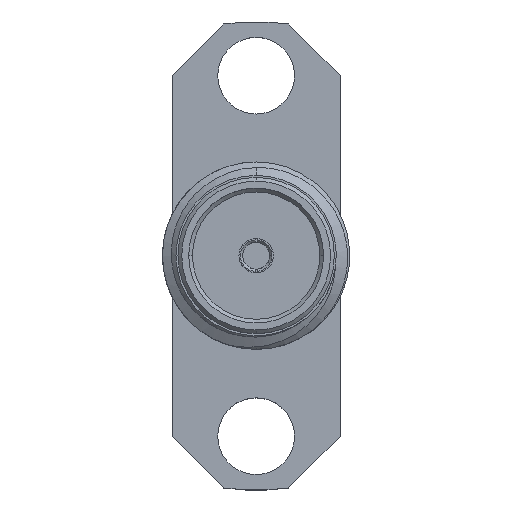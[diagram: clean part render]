
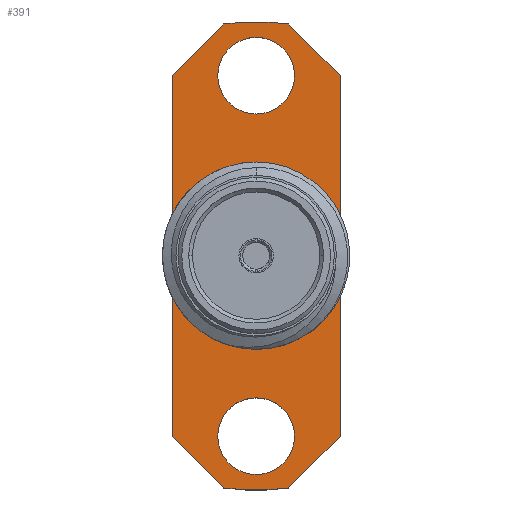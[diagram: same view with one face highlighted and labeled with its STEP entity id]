
A CAD part, top view. The second image highlights one B-rep face of the part: STEP entity #391.
In plain terms, the highlighted planar face has unit normal (0, 0, 1).
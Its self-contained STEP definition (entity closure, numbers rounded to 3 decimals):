
#26 = ORIENTED_EDGE ( 'NONE', *, *, #302, .T. ) ;
#56 = VECTOR ( 'NONE', #110, 1000. ) ;
#94 = CIRCLE ( 'NONE', #4440, 7.94 ) ;
#108 = CARTESIAN_POINT ( 'NONE',  ( 0., -6.11, 0. ) ) ;
#110 = DIRECTION ( 'NONE',  ( 0., 1., 0. ) ) ;
#222 = CARTESIAN_POINT ( 'NONE',  ( 0., 0., 0. ) ) ;
#236 = VERTEX_POINT ( 'NONE', #1821 ) ;
#285 = VECTOR ( 'NONE', #3294, 1000. ) ;
#302 = EDGE_CURVE ( 'NONE', #314, #4016, #4340, .T. ) ;
#314 = VERTEX_POINT ( 'NONE', #3684 ) ;
#321 = DIRECTION ( 'NONE',  ( 1., 0., 0. ) ) ;
#391 = ADVANCED_FACE ( 'NONE', ( #2574, #4047, #3146, #464 ), #3701, .T. ) ;
#421 = ORIENTED_EDGE ( 'NONE', *, *, #760, .F. ) ;
#429 = EDGE_CURVE ( 'NONE', #4081, #585, #4167, .T. ) ;
#457 = LINE ( 'NONE', #3248, #1608 ) ;
#460 = DIRECTION ( 'NONE',  ( 1., 0., 0. ) ) ;
#464 = FACE_BOUND ( 'NONE', #4763, .T. ) ;
#585 = VERTEX_POINT ( 'NONE', #4222 ) ;
#624 = CARTESIAN_POINT ( 'NONE',  ( -1.3, -6.11, 0. ) ) ;
#696 = EDGE_CURVE ( 'NONE', #4016, #2600, #1725, .T. ) ;
#709 = EDGE_LOOP ( 'NONE', ( #26, #4229, #4061, #3169, #4065, #4591, #1596, #917 ) ) ;
#727 = DIRECTION ( 'NONE',  ( -0.707, 0.707, 0. ) ) ;
#739 = AXIS2_PLACEMENT_3D ( 'NONE', #222, #925, #3522 ) ;
#760 = EDGE_CURVE ( 'NONE', #1412, #3353, #4744, .T. ) ;
#824 = DIRECTION ( 'NONE',  ( 0., 0., 1. ) ) ;
#839 = ORIENTED_EDGE ( 'NONE', *, *, #3106, .F. ) ;
#851 = DIRECTION ( 'NONE',  ( 1., 0., 0. ) ) ;
#880 = VERTEX_POINT ( 'NONE', #1734 ) ;
#917 = ORIENTED_EDGE ( 'NONE', *, *, #2295, .T. ) ;
#925 = DIRECTION ( 'NONE',  ( 0., 0., 1. ) ) ;
#954 = CARTESIAN_POINT ( 'NONE',  ( 0., -6.11, 0. ) ) ;
#960 = DIRECTION ( 'NONE',  ( -0.707, -0.707, 0. ) ) ;
#1005 = DIRECTION ( 'NONE',  ( 0., 0., 1. ) ) ;
#1040 = CARTESIAN_POINT ( 'NONE',  ( 0., 6.11, 0. ) ) ;
#1412 = VERTEX_POINT ( 'NONE', #624 ) ;
#1415 = VERTEX_POINT ( 'NONE', #2073 ) ;
#1449 = CARTESIAN_POINT ( 'NONE',  ( 1.3, 6.11, 0. ) ) ;
#1507 = DIRECTION ( 'NONE',  ( 0., 0., 1. ) ) ;
#1595 = CIRCLE ( 'NONE', #2114, 7.94 ) ;
#1596 = ORIENTED_EDGE ( 'NONE', *, *, #2971, .F. ) ;
#1608 = VECTOR ( 'NONE', #727, 1000. ) ;
#1621 = EDGE_CURVE ( 'NONE', #2948, #880, #2847, .T. ) ;
#1635 = CARTESIAN_POINT ( 'NONE',  ( 1.3, -6.11, 0. ) ) ;
#1651 = LINE ( 'NONE', #2482, #1881 ) ;
#1698 = AXIS2_PLACEMENT_3D ( 'NONE', #4802, #1507, #4097 ) ;
#1709 = AXIS2_PLACEMENT_3D ( 'NONE', #954, #2422, #2407 ) ;
#1725 = LINE ( 'NONE', #4546, #56 ) ;
#1734 = CARTESIAN_POINT ( 'NONE',  ( 0., -2.65, 0. ) ) ;
#1802 = VERTEX_POINT ( 'NONE', #1870 ) ;
#1821 = CARTESIAN_POINT ( 'NONE',  ( 1.096, 7.864, 0. ) ) ;
#1839 = CARTESIAN_POINT ( 'NONE',  ( 0., 0., 0. ) ) ;
#1849 = ORIENTED_EDGE ( 'NONE', *, *, #4318, .F. ) ;
#1870 = CARTESIAN_POINT ( 'NONE',  ( -1.3, 6.11, 0. ) ) ;
#1881 = VECTOR ( 'NONE', #2845, 1000. ) ;
#1900 = CARTESIAN_POINT ( 'NONE',  ( -2.85, -7.411, 0. ) ) ;
#2068 = CARTESIAN_POINT ( 'NONE',  ( -2.85, 6.11, 0. ) ) ;
#2073 = CARTESIAN_POINT ( 'NONE',  ( -1.096, -7.864, 0. ) ) ;
#2114 = AXIS2_PLACEMENT_3D ( 'NONE', #2146, #4421, #321 ) ;
#2146 = CARTESIAN_POINT ( 'NONE',  ( 0., 0., 0. ) ) ;
#2202 = EDGE_CURVE ( 'NONE', #236, #3170, #94, .T. ) ;
#2209 = VERTEX_POINT ( 'NONE', #1449 ) ;
#2281 = EDGE_CURVE ( 'NONE', #236, #2600, #1651, .T. ) ;
#2295 = EDGE_CURVE ( 'NONE', #1415, #314, #1595, .T. ) ;
#2304 = AXIS2_PLACEMENT_3D ( 'NONE', #108, #2643, #851 ) ;
#2355 = ORIENTED_EDGE ( 'NONE', *, *, #3173, .F. ) ;
#2407 = DIRECTION ( 'NONE',  ( 1., 0., 0. ) ) ;
#2422 = DIRECTION ( 'NONE',  ( 0., 0., 1. ) ) ;
#2482 = CARTESIAN_POINT ( 'NONE',  ( 2.85, 6.11, 0. ) ) ;
#2574 = FACE_BOUND ( 'NONE', #3056, .T. ) ;
#2600 = VERTEX_POINT ( 'NONE', #2692 ) ;
#2643 = DIRECTION ( 'NONE',  ( 0., 0., 1. ) ) ;
#2684 = CARTESIAN_POINT ( 'NONE',  ( 0., 0., 0. ) ) ;
#2692 = CARTESIAN_POINT ( 'NONE',  ( 2.85, 6.11, 0. ) ) ;
#2725 = CIRCLE ( 'NONE', #2304, 1.3 ) ;
#2728 = CIRCLE ( 'NONE', #2890, 2.65 ) ;
#2777 = EDGE_CURVE ( 'NONE', #3170, #4081, #3089, .T. ) ;
#2845 = DIRECTION ( 'NONE',  ( 0.707, -0.707, 0. ) ) ;
#2847 = CIRCLE ( 'NONE', #739, 2.65 ) ;
#2890 = AXIS2_PLACEMENT_3D ( 'NONE', #2684, #4174, #3446 ) ;
#2917 = CARTESIAN_POINT ( 'NONE',  ( 0., 2.65, 0. ) ) ;
#2932 = EDGE_LOOP ( 'NONE', ( #2355, #421 ) ) ;
#2948 = VERTEX_POINT ( 'NONE', #2917 ) ;
#2971 = EDGE_CURVE ( 'NONE', #1415, #585, #457, .T. ) ;
#3056 = EDGE_LOOP ( 'NONE', ( #839, #4200 ) ) ;
#3089 = LINE ( 'NONE', #2068, #3495 ) ;
#3106 = EDGE_CURVE ( 'NONE', #880, #2948, #2728, .T. ) ;
#3146 = FACE_BOUND ( 'NONE', #2932, .T. ) ;
#3169 = ORIENTED_EDGE ( 'NONE', *, *, #2202, .T. ) ;
#3170 = VERTEX_POINT ( 'NONE', #4221 ) ;
#3173 = EDGE_CURVE ( 'NONE', #3353, #1412, #2725, .T. ) ;
#3217 = CARTESIAN_POINT ( 'NONE',  ( -2.85, 6.11, 0. ) ) ;
#3227 = DIRECTION ( 'NONE',  ( 1., 0., 0. ) ) ;
#3248 = CARTESIAN_POINT ( 'NONE',  ( -2.85, -6.11, 0. ) ) ;
#3294 = DIRECTION ( 'NONE',  ( 0.707, 0.707, 0. ) ) ;
#3353 = VERTEX_POINT ( 'NONE', #1635 ) ;
#3356 = DIRECTION ( 'NONE',  ( 0., -1., 0. ) ) ;
#3446 = DIRECTION ( 'NONE',  ( 0., -1., 0. ) ) ;
#3451 = EDGE_CURVE ( 'NONE', #1802, #2209, #3622, .T. ) ;
#3492 = CARTESIAN_POINT ( 'NONE',  ( 2.85, -6.11, 0. ) ) ;
#3495 = VECTOR ( 'NONE', #960, 1000. ) ;
#3502 = VECTOR ( 'NONE', #3356, 1000. ) ;
#3522 = DIRECTION ( 'NONE',  ( 0., -1., 0. ) ) ;
#3607 = DIRECTION ( 'NONE',  ( 0., 0., 1. ) ) ;
#3622 = CIRCLE ( 'NONE', #3840, 1.3 ) ;
#3629 = CARTESIAN_POINT ( 'NONE',  ( 0., 0., 0. ) ) ;
#3684 = CARTESIAN_POINT ( 'NONE',  ( 1.096, -7.864, 0. ) ) ;
#3701 = PLANE ( 'NONE',  #4486 ) ;
#3840 = AXIS2_PLACEMENT_3D ( 'NONE', #1040, #3607, #4352 ) ;
#4016 = VERTEX_POINT ( 'NONE', #3492 ) ;
#4033 = CARTESIAN_POINT ( 'NONE',  ( 2.85, -6.11, 0. ) ) ;
#4047 = FACE_OUTER_BOUND ( 'NONE', #709, .T. ) ;
#4061 = ORIENTED_EDGE ( 'NONE', *, *, #2281, .F. ) ;
#4065 = ORIENTED_EDGE ( 'NONE', *, *, #2777, .T. ) ;
#4081 = VERTEX_POINT ( 'NONE', #3217 ) ;
#4097 = DIRECTION ( 'NONE',  ( 1., 0., 0. ) ) ;
#4167 = LINE ( 'NONE', #1900, #3502 ) ;
#4174 = DIRECTION ( 'NONE',  ( 0., 0., 1. ) ) ;
#4200 = ORIENTED_EDGE ( 'NONE', *, *, #1621, .F. ) ;
#4204 = ORIENTED_EDGE ( 'NONE', *, *, #3451, .F. ) ;
#4221 = CARTESIAN_POINT ( 'NONE',  ( -1.096, 7.864, 0. ) ) ;
#4222 = CARTESIAN_POINT ( 'NONE',  ( -2.85, -6.11, 0. ) ) ;
#4229 = ORIENTED_EDGE ( 'NONE', *, *, #696, .T. ) ;
#4318 = EDGE_CURVE ( 'NONE', #2209, #1802, #4603, .T. ) ;
#4340 = LINE ( 'NONE', #4033, #285 ) ;
#4352 = DIRECTION ( 'NONE',  ( 1., 0., 0. ) ) ;
#4421 = DIRECTION ( 'NONE',  ( 0., 0., 1. ) ) ;
#4440 = AXIS2_PLACEMENT_3D ( 'NONE', #3629, #1005, #3227 ) ;
#4486 = AXIS2_PLACEMENT_3D ( 'NONE', #1839, #824, #460 ) ;
#4546 = CARTESIAN_POINT ( 'NONE',  ( 2.85, -7.411, 0. ) ) ;
#4591 = ORIENTED_EDGE ( 'NONE', *, *, #429, .T. ) ;
#4603 = CIRCLE ( 'NONE', #1698, 1.3 ) ;
#4744 = CIRCLE ( 'NONE', #1709, 1.3 ) ;
#4763 = EDGE_LOOP ( 'NONE', ( #1849, #4204 ) ) ;
#4802 = CARTESIAN_POINT ( 'NONE',  ( 0., 6.11, 0. ) ) ;
